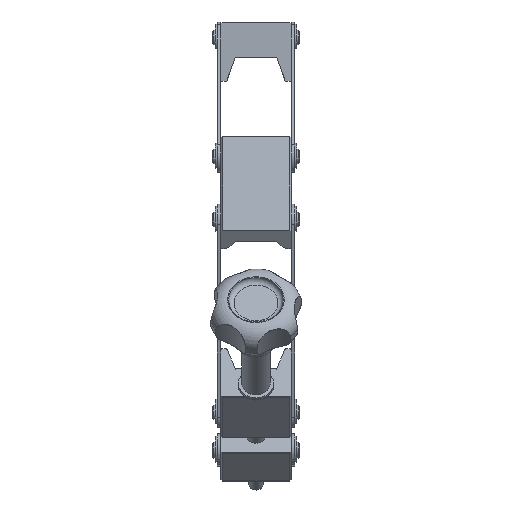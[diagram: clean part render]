
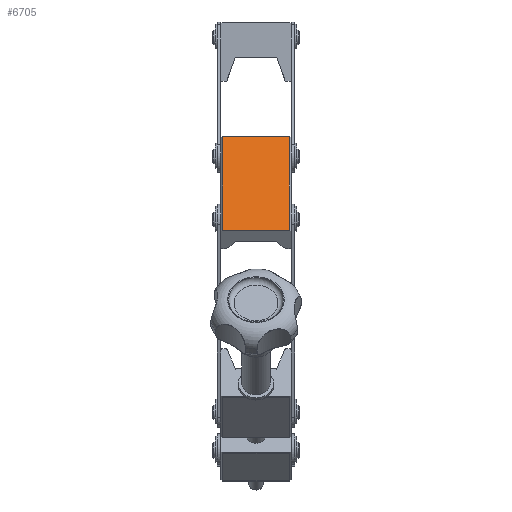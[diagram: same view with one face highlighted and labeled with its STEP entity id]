
A CAD part, top view. The second image highlights one B-rep face of the part: STEP entity #6705.
In plain terms, the highlighted face is planar.
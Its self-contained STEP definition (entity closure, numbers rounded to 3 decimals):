
#885=ORIENTED_EDGE('',*,*,#2745,.F.);
#886=ORIENTED_EDGE('',*,*,#2744,.T.);
#887=ORIENTED_EDGE('',*,*,#2746,.F.);
#888=ORIENTED_EDGE('',*,*,#2723,.F.);
#2723=EDGE_CURVE('',#3663,#3665,#4320,.T.);
#2744=EDGE_CURVE('',#3677,#3678,#4336,.T.);
#2745=EDGE_CURVE('',#3677,#3663,#4337,.T.);
#2746=EDGE_CURVE('',#3665,#3678,#4338,.T.);
#3663=VERTEX_POINT('',#10163);
#3665=VERTEX_POINT('',#10166);
#3677=VERTEX_POINT('',#10203);
#3678=VERTEX_POINT('',#10205);
#4320=LINE('',#10165,#4868);
#4336=LINE('',#10206,#4884);
#4337=LINE('',#10208,#4885);
#4338=LINE('',#10209,#4886);
#4868=VECTOR('',#8064,1000.);
#4884=VECTOR('',#8102,1000.);
#4885=VECTOR('',#8105,1000.);
#4886=VECTOR('',#8106,1000.);
#5414=EDGE_LOOP('',(#885,#886,#887,#888));
#5934=FACE_BOUND('',#5414,.T.);
#6450=PLANE('',#7272);
#6705=ADVANCED_FACE('',(#5934),#6450,.T.);
#7272=AXIS2_PLACEMENT_3D('',#10207,#8103,#8104);
#8064=DIRECTION('',(0.,0.,1.));
#8102=DIRECTION('',(0.,0.,1.));
#8103=DIRECTION('',(0.,1.,0.));
#8104=DIRECTION('',(0.,0.,1.));
#8105=DIRECTION('',(1.,0.,0.));
#8106=DIRECTION('',(-1.,0.,0.));
#10163=CARTESIAN_POINT('',(14.,25.,-20.8));
#10165=CARTESIAN_POINT('',(14.,25.,-20.8));
#10166=CARTESIAN_POINT('',(14.,25.,20.8));
#10203=CARTESIAN_POINT('',(-14.,25.,-20.8));
#10205=CARTESIAN_POINT('',(-14.,25.,20.8));
#10206=CARTESIAN_POINT('',(-14.,25.,-20.8));
#10207=CARTESIAN_POINT('',(-14.,25.,0.));
#10208=CARTESIAN_POINT('',(-14.,25.,-20.8));
#10209=CARTESIAN_POINT('',(14.,25.,20.8));
